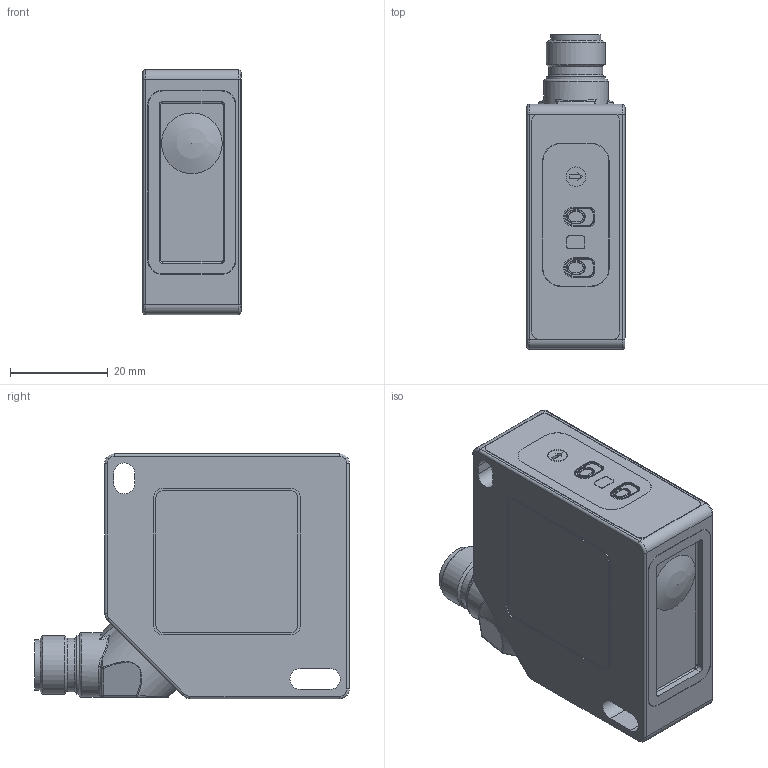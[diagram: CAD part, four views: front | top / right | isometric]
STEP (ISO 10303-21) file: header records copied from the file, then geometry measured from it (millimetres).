
FILE_DESCRIPTION( ( 'Unknown' ), '1' );
FILE_NAME( 'WP04xxT80.stp', 'Unknown', ( 'Unknown' ), ( 'Unknown' ), 'XStep 1.0', 'Unknown', ' ' );
FILE_SCHEMA( ( 'automotive_design' ) );
Length unit declared in the file: millimetre
Products named in the file (1): ZNR11793A-2A
Bounding box: 20.05 x 64.29 x 50.1 mm (x, y, z)
Volume: 48552.6 mm3; surface area: 11143.2 mm2
Topology: 1 solids, 10 shells, 496 faces, 1252 edges, 803 vertices
Faces by surface type: plane 217, cylinder 152, extrusion 46, torus 33, bspline 27, sphere 19, cone 2
Full cylindrical faces by diameter (mm): 0.82 x8, 4 x1, 8.45 x1, 10.3 x1, 11 x1, 12 x2, 13.2 x1
Entity records: 20915 total; most frequent: CARTESIAN_POINT 5429, ORIENTED_EDGE 2378, DIRECTION 2302, EDGE_CURVE 1189, AXIS2_PLACEMENT_3D 810, VERTEX_POINT 783, VECTOR 682, LINE 636
